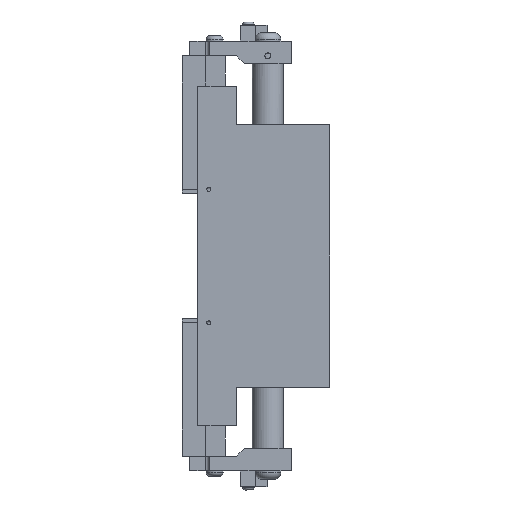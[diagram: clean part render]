
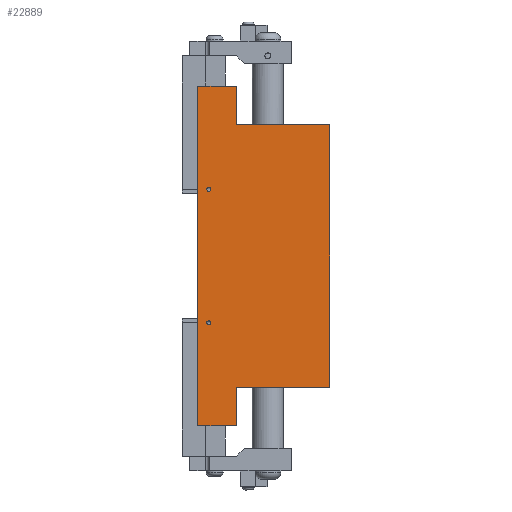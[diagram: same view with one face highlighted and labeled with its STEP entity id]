
A CAD part, left-side view. The second image highlights one B-rep face of the part: STEP entity #22889.
In plain terms, the highlighted planar face has unit normal (-1, 0, 0).
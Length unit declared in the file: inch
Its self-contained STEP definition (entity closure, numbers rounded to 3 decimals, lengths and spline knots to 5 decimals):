
#13351=CARTESIAN_POINT('',(-1.3685,1.0155,4.205));
#13352=VERTEX_POINT('',#13351);
#13359=CARTESIAN_POINT('',(-1.3685,-1.9845,4.205));
#13360=VERTEX_POINT('',#13359);
#13361=CARTESIAN_POINT('',(-1.3685,-1.9845,4.205));
#13362=DIRECTION('',(0.0,1.0,0.0));
#13363=VECTOR('',#13362,3.0);
#13364=LINE('',#13361,#13363);
#13365=EDGE_CURVE('',#13360,#13352,#13364,.T.);
#13773=CARTESIAN_POINT('',(-1.3685,-1.9845,-4.205));
#13774=VERTEX_POINT('',#13773);
#13781=CARTESIAN_POINT('',(-1.3685,1.0155,-4.205));
#13782=VERTEX_POINT('',#13781);
#13783=CARTESIAN_POINT('',(-1.3685,1.0155,-4.205));
#13784=DIRECTION('',(0.0,-1.0,0.0));
#13785=VECTOR('',#13784,3.0);
#13786=LINE('',#13783,#13785);
#13787=EDGE_CURVE('',#13782,#13774,#13786,.T.);
#14779=CARTESIAN_POINT('',(-1.3685,1.82033,2.135));
#14780=VERTEX_POINT('',#14779);
#14781=CARTESIAN_POINT('',(-1.3685,1.88685,2.135));
#14782=DIRECTION('',(1.0,0.0,0.0));
#14783=DIRECTION('',(0.0,1.0,0.0));
#14784=AXIS2_PLACEMENT_3D('',#14781,#14782,#14783);
#14785=ELLIPSE('',#14784,0.06651,0.0625);
#14786=EDGE_CURVE('',#14780,#14780,#14785,.T.);
#15003=CARTESIAN_POINT('',(-1.3685,1.82033,-2.135));
#15004=VERTEX_POINT('',#15003);
#15005=CARTESIAN_POINT('',(-1.3685,1.88685,-2.135));
#15006=DIRECTION('',(1.0,0.0,0.0));
#15007=DIRECTION('',(0.0,1.0,0.0));
#15008=AXIS2_PLACEMENT_3D('',#15005,#15006,#15007);
#15009=ELLIPSE('',#15008,0.06651,0.0625);
#15010=EDGE_CURVE('',#15004,#15004,#15009,.T.);
#18209=CARTESIAN_POINT('',(-1.3685,-1.9845,4.205));
#18210=DIRECTION('',(0.0,0.0,-1.0));
#18211=VECTOR('',#18210,8.41);
#18212=LINE('',#18209,#18211);
#18213=EDGE_CURVE('',#13360,#13774,#18212,.T.);
#20580=CARTESIAN_POINT('',(-1.3685,1.0155,-5.437));
#20581=VERTEX_POINT('',#20580);
#20588=CARTESIAN_POINT('',(-1.3685,2.2345,-5.437));
#20589=VERTEX_POINT('',#20588);
#20590=CARTESIAN_POINT('',(-1.3685,2.2345,-5.437));
#20591=DIRECTION('',(0.0,-1.0,0.0));
#20592=VECTOR('',#20591,1.219);
#20593=LINE('',#20590,#20592);
#20594=EDGE_CURVE('',#20589,#20581,#20593,.T.);
#22771=CARTESIAN_POINT('',(-1.3685,2.2345,5.437));
#22772=VERTEX_POINT('',#22771);
#22779=CARTESIAN_POINT('',(-1.3685,1.0155,5.437));
#22780=VERTEX_POINT('',#22779);
#22781=CARTESIAN_POINT('',(-1.3685,1.0155,5.437));
#22782=DIRECTION('',(0.0,1.0,0.0));
#22783=VECTOR('',#22782,1.219);
#22784=LINE('',#22781,#22783);
#22785=EDGE_CURVE('',#22780,#22772,#22784,.T.);
#22825=CARTESIAN_POINT('',(-1.3685,1.0155,-5.437));
#22826=DIRECTION('',(0.0,0.0,1.0));
#22827=VECTOR('',#22826,1.232);
#22828=LINE('',#22825,#22827);
#22829=EDGE_CURVE('',#20581,#13782,#22828,.T.);
#22858=CARTESIAN_POINT('',(-1.3685,-1.9845,0.0));
#22859=DIRECTION('',(-1.0,0.0,0.0));
#22860=DIRECTION('',(0.0,0.0,1.0));
#22861=AXIS2_PLACEMENT_3D('',#22858,#22859,#22860);
#22862=PLANE('',#22861);
#22863=ORIENTED_EDGE('',*,*,#22829,.T.);
#22864=ORIENTED_EDGE('',*,*,#13787,.T.);
#22865=ORIENTED_EDGE('',*,*,#18213,.F.);
#22866=ORIENTED_EDGE('',*,*,#13365,.T.);
#22867=CARTESIAN_POINT('',(-1.3685,1.0155,4.205));
#22868=DIRECTION('',(0.0,0.0,1.0));
#22869=VECTOR('',#22868,1.232);
#22870=LINE('',#22867,#22869);
#22871=EDGE_CURVE('',#13352,#22780,#22870,.T.);
#22872=ORIENTED_EDGE('',*,*,#22871,.T.);
#22873=ORIENTED_EDGE('',*,*,#22785,.T.);
#22874=CARTESIAN_POINT('',(-1.3685,2.2345,5.437));
#22875=DIRECTION('',(0.0,0.0,-1.0));
#22876=VECTOR('',#22875,10.874);
#22877=LINE('',#22874,#22876);
#22878=EDGE_CURVE('',#22772,#20589,#22877,.T.);
#22879=ORIENTED_EDGE('',*,*,#22878,.T.);
#22880=ORIENTED_EDGE('',*,*,#20594,.T.);
#22881=EDGE_LOOP('',(#22863,#22864,#22865,#22866,#22872,#22873,#22879,#22880));
#22882=FACE_OUTER_BOUND('',#22881,.T.);
#22883=ORIENTED_EDGE('',*,*,#14786,.T.);
#22884=EDGE_LOOP('',(#22883));
#22885=FACE_BOUND('',#22884,.T.);
#22886=ORIENTED_EDGE('',*,*,#15010,.T.);
#22887=EDGE_LOOP('',(#22886));
#22888=FACE_BOUND('',#22887,.T.);
#22889=ADVANCED_FACE('',(#22882,#22885,#22888),#22862,.T.);
